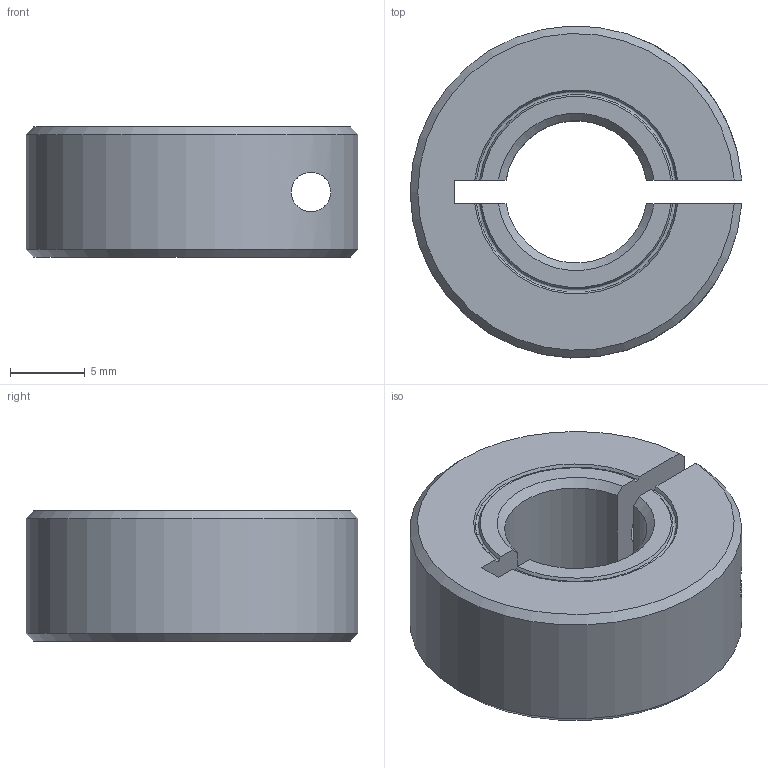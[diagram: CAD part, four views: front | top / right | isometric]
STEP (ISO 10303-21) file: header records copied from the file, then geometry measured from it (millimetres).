
FILE_DESCRIPTION(/* description */ (''),/* implementation_level */ '2;1');
FILE_NAME(/* name */ 'MISC_ShaftCollar_CL-6-F.ipt.stp',/* time_stamp */ '2016-01-07T16:45:43-08:00',/* author */ ('Autodesk Inc.'),/* organization */ ('Autodesk Inc.'),/* preprocessor_version */ 'ST-DEVELOPER v16.1',/* originating_system */ 'Autodesk Inventor 2016',/* authorisation */ '');
FILE_SCHEMA (('AUTOMOTIVE_DESIGN { 1 0 10303 214 3 1 1 }'));
Length unit declared in the file: millimetre
Products named in the file (1): MISC_ShaftCollar_CL-6-F
Bounding box: 22.2 x 22.21 x 8.71 mm (x, y, z)
Volume: 2404.3 mm3; surface area: 1675.1 mm2
Topology: 1 solids, 1 shells, 28 faces, 77 edges, 52 vertices
Faces by surface type: cone 10, plane 10, cylinder 6, torus 2
Full cylindrical faces by diameter (mm): 2.642 x1, 3.797 x1
Entity records: 1011 total; most frequent: CARTESIAN_POINT 320, ORIENTED_EDGE 150, DIRECTION 129, EDGE_CURVE 75, AXIS2_PLACEMENT_3D 53, VERTEX_POINT 52, EDGE_LOOP 35, FACE_OUTER_BOUND 28
